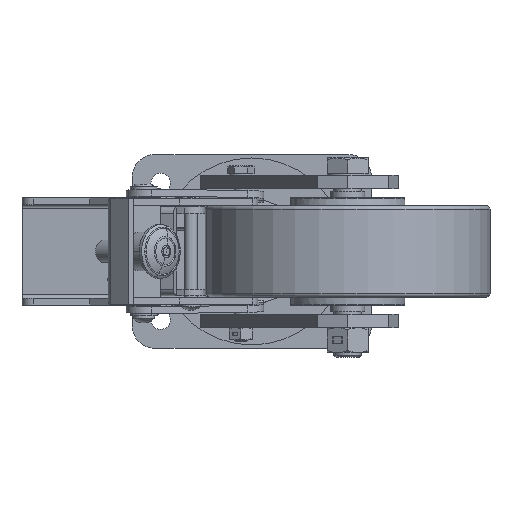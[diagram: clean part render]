
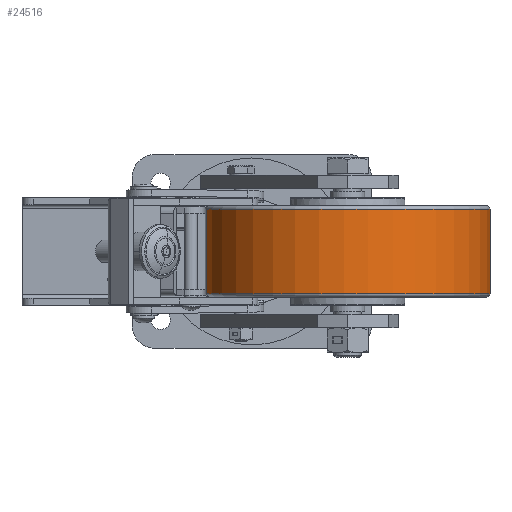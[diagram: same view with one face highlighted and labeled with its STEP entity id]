
A CAD part, front view. The second image highlights one B-rep face of the part: STEP entity #24516.
In plain terms, the highlighted cylindrical face has radius 62.5 mm (diameter 125 mm), a partial arc.
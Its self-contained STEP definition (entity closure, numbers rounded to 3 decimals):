
#1705 = CIRCLE ( 'NONE', #17660, 62.5 ) ;
#2587 = VECTOR ( 'NONE', #33997, 1000. ) ;
#2800 = DIRECTION ( 'NONE',  ( 0., 0., 1. ) ) ;
#2863 = VERTEX_POINT ( 'NONE', #30056 ) ;
#5588 = CARTESIAN_POINT ( 'NONE',  ( 103.829, -88.363, 0. ) ) ;
#5986 = DIRECTION ( 'NONE',  ( 0., 0., 1. ) ) ;
#6205 = DIRECTION ( 'NONE',  ( 0., 0., 1. ) ) ;
#6545 = DIRECTION ( 'NONE',  ( -0.989, -0.146, 0. ) ) ;
#6962 = VECTOR ( 'NONE', #5986, 1000. ) ;
#8549 = ORIENTED_EDGE ( 'NONE', *, *, #31933, .T. ) ;
#9047 = CIRCLE ( 'NONE', #33676, 62.5 ) ;
#13114 = ORIENTED_EDGE ( 'NONE', *, *, #31184, .T. ) ;
#13581 = EDGE_LOOP ( 'NONE', ( #37968, #13114, #36633, #8549 ) ) ;
#14092 = LINE ( 'NONE', #21415, #2587 ) ;
#15142 = VERTEX_POINT ( 'NONE', #30028 ) ;
#17660 = AXIS2_PLACEMENT_3D ( 'NONE', #19729, #19596, #22794 ) ;
#19596 = DIRECTION ( 'NONE',  ( 0., 0., -1. ) ) ;
#19729 = CARTESIAN_POINT ( 'NONE',  ( 42., -97.5, 18.5 ) ) ;
#21145 = CARTESIAN_POINT ( 'NONE',  ( 42., -97.5, -18.5 ) ) ;
#21415 = CARTESIAN_POINT ( 'NONE',  ( -19.829, -106.637, 0. ) ) ;
#21573 = CARTESIAN_POINT ( 'NONE',  ( -19.829, -106.637, -18.5 ) ) ;
#22794 = DIRECTION ( 'NONE',  ( 0.989, 0.146, 0. ) ) ;
#24188 = LINE ( 'NONE', #5588, #6962 ) ;
#24516 = ADVANCED_FACE ( 'NONE', ( #28255 ), #38270, .T. ) ;
#25403 = AXIS2_PLACEMENT_3D ( 'NONE', #33519, #6205, #31668 ) ;
#26617 = EDGE_CURVE ( 'NONE', #35683, #2863, #24188, .T. ) ;
#26730 = CARTESIAN_POINT ( 'NONE',  ( 103.829, -88.363, -18.5 ) ) ;
#27137 = EDGE_CURVE ( 'NONE', #35267, #15142, #14092, .T. ) ;
#28255 = FACE_OUTER_BOUND ( 'NONE', #13581, .T. ) ;
#30028 = CARTESIAN_POINT ( 'NONE',  ( -19.829, -106.637, 18.5 ) ) ;
#30056 = CARTESIAN_POINT ( 'NONE',  ( 103.829, -88.363, 18.5 ) ) ;
#31184 = EDGE_CURVE ( 'NONE', #35267, #35683, #9047, .T. ) ;
#31668 = DIRECTION ( 'NONE',  ( 0.989, 0.146, 0. ) ) ;
#31933 = EDGE_CURVE ( 'NONE', #2863, #15142, #1705, .T. ) ;
#33519 = CARTESIAN_POINT ( 'NONE',  ( 42., -97.5, 0. ) ) ;
#33676 = AXIS2_PLACEMENT_3D ( 'NONE', #21145, #2800, #6545 ) ;
#33997 = DIRECTION ( 'NONE',  ( 0., 0., 1. ) ) ;
#35267 = VERTEX_POINT ( 'NONE', #21573 ) ;
#35683 = VERTEX_POINT ( 'NONE', #26730 ) ;
#36633 = ORIENTED_EDGE ( 'NONE', *, *, #26617, .T. ) ;
#37968 = ORIENTED_EDGE ( 'NONE', *, *, #27137, .F. ) ;
#38270 = CYLINDRICAL_SURFACE ( 'NONE', #25403, 62.5 ) ;
